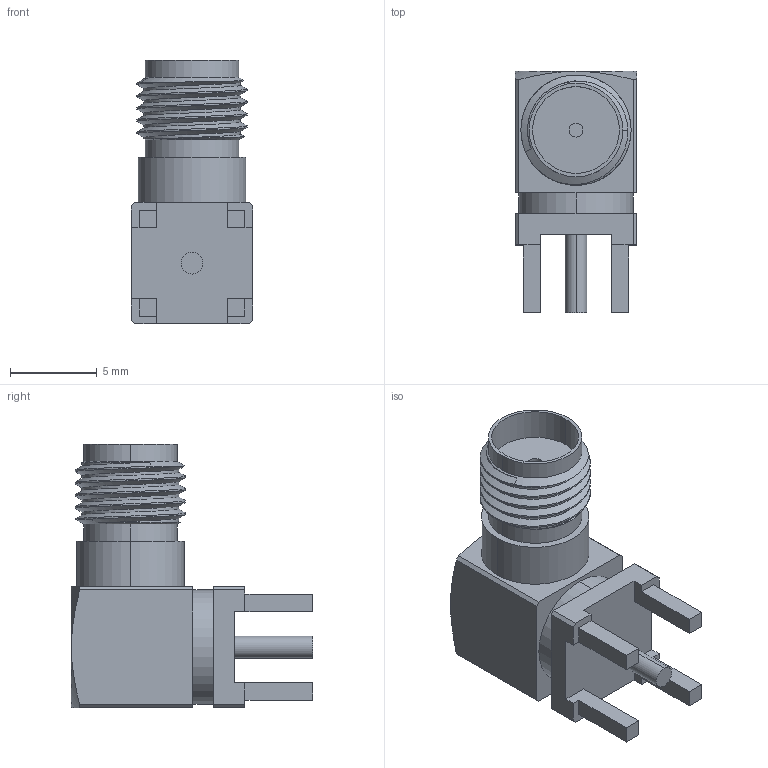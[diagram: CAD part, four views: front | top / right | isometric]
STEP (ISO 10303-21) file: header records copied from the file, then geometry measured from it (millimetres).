
FILE_DESCRIPTION((''),'2;1');
FILE_NAME('C-CONSMA002-G','2024-02-22T02:47:32',('workeradm'),('TE Connectivity Ltd.'),'CREO PARAMETRIC BY PTC INC, 2021072','CREO PARAMETRIC BY PTC INC, 2021072','');
FILE_SCHEMA(('AUTOMOTIVE_DESIGN { 1 0 10303 214 1 1 1 1 }'));
Length unit declared in the file: millimetre
Products named in the file (1): C-CONSMA002-G
Bounding box: 7 x 13.9 x 15.2 mm (x, y, z)
Volume: 653.3 mm3; surface area: 693 mm2
Topology: 1 solids, 1 shells, 84 faces, 219 edges, 144 vertices
Faces by surface type: plane 49, cylinder 24, cone 8, bspline 3
Entity records: 5580 total; most frequent: CARTESIAN_POINT 3520, ORIENTED_EDGE 438, DIRECTION 380, EDGE_CURVE 219, VERTEX_POINT 144, VECTOR 140, LINE 140, AXIS2_PLACEMENT_3D 120
